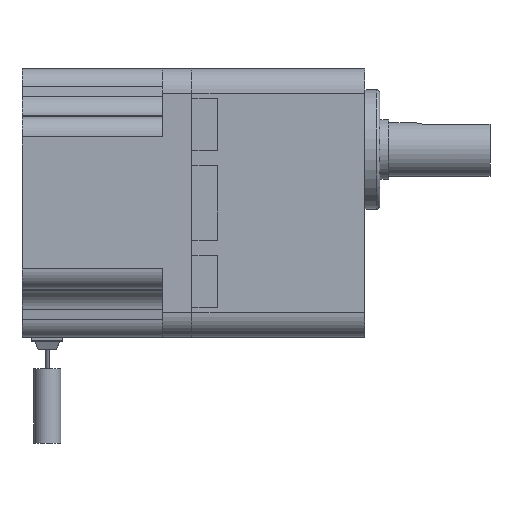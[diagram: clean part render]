
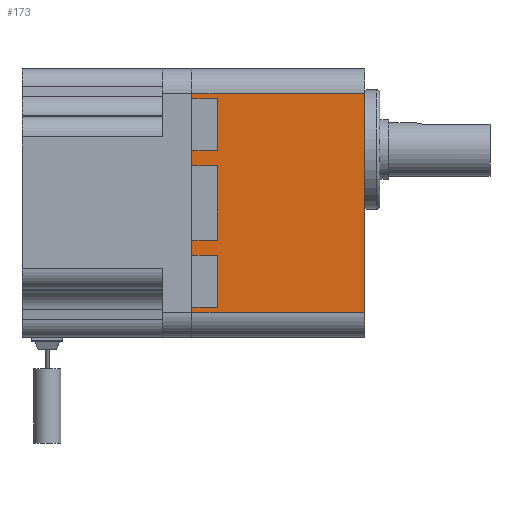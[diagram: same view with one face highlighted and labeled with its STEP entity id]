
A CAD part, top view. The second image highlights one B-rep face of the part: STEP entity #173.
In plain terms, the highlighted planar face has unit normal (0, 0, 1).
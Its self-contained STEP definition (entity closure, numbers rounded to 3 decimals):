
#173 = ADVANCED_FACE( '', ( #318 ), #319, .T. );
#318 = FACE_OUTER_BOUND( '', #650, .T. );
#319 = PLANE( '', #651 );
#650 = EDGE_LOOP( '', ( #1001, #1002, #1003, #1004, #1005, #1006, #1007, #1008, #1009, #1010, #1011, #1012, #1013, #1014, #1015, #1016 ) );
#651 = AXIS2_PLACEMENT_3D( '', #1017, #1018, #1019 );
#1001 = ORIENTED_EDGE( '', *, *, #2093, .F. );
#1002 = ORIENTED_EDGE( '', *, *, #2094, .T. );
#1003 = ORIENTED_EDGE( '', *, *, #2095, .T. );
#1004 = ORIENTED_EDGE( '', *, *, #2096, .T. );
#1005 = ORIENTED_EDGE( '', *, *, #2097, .F. );
#1006 = ORIENTED_EDGE( '', *, *, #2098, .F. );
#1007 = ORIENTED_EDGE( '', *, *, #2099, .T. );
#1008 = ORIENTED_EDGE( '', *, *, #2100, .F. );
#1009 = ORIENTED_EDGE( '', *, *, #2101, .F. );
#1010 = ORIENTED_EDGE( '', *, *, #2102, .T. );
#1011 = ORIENTED_EDGE( '', *, *, #2103, .T. );
#1012 = ORIENTED_EDGE( '', *, *, #2104, .F. );
#1013 = ORIENTED_EDGE( '', *, *, #2105, .F. );
#1014 = ORIENTED_EDGE( '', *, *, #2106, .T. );
#1015 = ORIENTED_EDGE( '', *, *, #2107, .T. );
#1016 = ORIENTED_EDGE( '', *, *, #2108, .F. );
#1017 = CARTESIAN_POINT( '', ( -58., 36.8, 45. ) );
#1018 = DIRECTION( '', ( 0., 0., 1. ) );
#1019 = DIRECTION( '', ( 1., 0., 0. ) );
#2093 = EDGE_CURVE( '', #2450, #2451, #2452, .T. );
#2094 = EDGE_CURVE( '', #2450, #2453, #2454, .T. );
#2095 = EDGE_CURVE( '', #2453, #2455, #2456, .T. );
#2096 = EDGE_CURVE( '', #2455, #2457, #2458, .T. );
#2097 = EDGE_CURVE( '', #2459, #2457, #2460, .T. );
#2098 = EDGE_CURVE( '', #2461, #2459, #2462, .T. );
#2099 = EDGE_CURVE( '', #2461, #2463, #2464, .T. );
#2100 = EDGE_CURVE( '', #2465, #2463, #2466, .T. );
#2101 = EDGE_CURVE( '', #2467, #2465, #2468, .T. );
#2102 = EDGE_CURVE( '', #2467, #2469, #2470, .T. );
#2103 = EDGE_CURVE( '', #2469, #2471, #2472, .T. );
#2104 = EDGE_CURVE( '', #2473, #2471, #2474, .T. );
#2105 = EDGE_CURVE( '', #2475, #2473, #2476, .T. );
#2106 = EDGE_CURVE( '', #2475, #2477, #2478, .T. );
#2107 = EDGE_CURVE( '', #2477, #2479, #2480, .T. );
#2108 = EDGE_CURVE( '', #2451, #2479, #2481, .T. );
#2450 = VERTEX_POINT( '', #3049 );
#2451 = VERTEX_POINT( '', #3050 );
#2452 = LINE( '', #3051, #3052 );
#2453 = VERTEX_POINT( '', #3053 );
#2454 = LINE( '', #3054, #3055 );
#2455 = VERTEX_POINT( '', #3056 );
#2456 = LINE( '', #3057, #3058 );
#2457 = VERTEX_POINT( '', #3059 );
#2458 = LINE( '', #3060, #3061 );
#2459 = VERTEX_POINT( '', #3062 );
#2460 = LINE( '', #3063, #3064 );
#2461 = VERTEX_POINT( '', #3065 );
#2462 = LINE( '', #3066, #3067 );
#2463 = VERTEX_POINT( '', #3068 );
#2464 = LINE( '', #3069, #3070 );
#2465 = VERTEX_POINT( '', #3071 );
#2466 = LINE( '', #3072, #3073 );
#2467 = VERTEX_POINT( '', #3074 );
#2468 = LINE( '', #3075, #3076 );
#2469 = VERTEX_POINT( '', #3077 );
#2470 = LINE( '', #3078, #3079 );
#2471 = VERTEX_POINT( '', #3080 );
#2472 = LINE( '', #3081, #3082 );
#2473 = VERTEX_POINT( '', #3083 );
#2474 = LINE( '', #3084, #3085 );
#2475 = VERTEX_POINT( '', #3086 );
#2476 = LINE( '', #3087, #3088 );
#2477 = VERTEX_POINT( '', #3089 );
#2478 = LINE( '', #3090, #3091 );
#2479 = VERTEX_POINT( '', #3092 );
#2480 = LINE( '', #3093, #3094 );
#2481 = LINE( '', #3095, #3096 );
#3049 = CARTESIAN_POINT( '', ( -49.5, -35., 45. ) );
#3050 = CARTESIAN_POINT( '', ( -49.5, -17.5, 45. ) );
#3051 = CARTESIAN_POINT( '', ( -49.5, 36.8, 45. ) );
#3052 = VECTOR( '', #3919, 1000. );
#3053 = CARTESIAN_POINT( '', ( -58., -35., 45. ) );
#3054 = CARTESIAN_POINT( '', ( -49.5, -35., 45. ) );
#3055 = VECTOR( '', #3920, 1000. );
#3056 = CARTESIAN_POINT( '', ( -58., -36.8, 45. ) );
#3057 = CARTESIAN_POINT( '', ( -58., 36.8, 45. ) );
#3058 = VECTOR( '', #3921, 1000. );
#3059 = CARTESIAN_POINT( '', ( 0., -36.8, 45. ) );
#3060 = CARTESIAN_POINT( '', ( -58., -36.8, 45. ) );
#3061 = VECTOR( '', #3922, 1000. );
#3062 = CARTESIAN_POINT( '', ( 0., 36.8, 45. ) );
#3063 = CARTESIAN_POINT( '', ( 0., 36.8, 45. ) );
#3064 = VECTOR( '', #3923, 1000. );
#3065 = CARTESIAN_POINT( '', ( -58., 36.8, 45. ) );
#3066 = CARTESIAN_POINT( '', ( -58., 36.8, 45. ) );
#3067 = VECTOR( '', #3924, 1000. );
#3068 = CARTESIAN_POINT( '', ( -58., 35., 45. ) );
#3069 = CARTESIAN_POINT( '', ( -58., 36.8, 45. ) );
#3070 = VECTOR( '', #3925, 1000. );
#3071 = CARTESIAN_POINT( '', ( -49.5, 35., 45. ) );
#3072 = CARTESIAN_POINT( '', ( -49.5, 35., 45. ) );
#3073 = VECTOR( '', #3926, 1000. );
#3074 = CARTESIAN_POINT( '', ( -49.5, 17.5, 45. ) );
#3075 = CARTESIAN_POINT( '', ( -49.5, 36.8, 45. ) );
#3076 = VECTOR( '', #3927, 1000. );
#3077 = CARTESIAN_POINT( '', ( -58., 17.5, 45. ) );
#3078 = CARTESIAN_POINT( '', ( -49.5, 17.5, 45. ) );
#3079 = VECTOR( '', #3928, 1000. );
#3080 = CARTESIAN_POINT( '', ( -58., 12.5, 45. ) );
#3081 = CARTESIAN_POINT( '', ( -58., 36.8, 45. ) );
#3082 = VECTOR( '', #3929, 1000. );
#3083 = CARTESIAN_POINT( '', ( -49.5, 12.5, 45. ) );
#3084 = CARTESIAN_POINT( '', ( -49.5, 12.5, 45. ) );
#3085 = VECTOR( '', #3930, 1000. );
#3086 = CARTESIAN_POINT( '', ( -49.5, -12.5, 45. ) );
#3087 = CARTESIAN_POINT( '', ( -49.5, 36.8, 45. ) );
#3088 = VECTOR( '', #3931, 1000. );
#3089 = CARTESIAN_POINT( '', ( -58., -12.5, 45. ) );
#3090 = CARTESIAN_POINT( '', ( -49.5, -12.5, 45. ) );
#3091 = VECTOR( '', #3932, 1000. );
#3092 = CARTESIAN_POINT( '', ( -58., -17.5, 45. ) );
#3093 = CARTESIAN_POINT( '', ( -58., 36.8, 45. ) );
#3094 = VECTOR( '', #3933, 1000. );
#3095 = CARTESIAN_POINT( '', ( -49.5, -17.5, 45. ) );
#3096 = VECTOR( '', #3934, 1000. );
#3919 = DIRECTION( '', ( 0., 1., 0. ) );
#3920 = DIRECTION( '', ( -1., 0., 0. ) );
#3921 = DIRECTION( '', ( 0., -1., 0. ) );
#3922 = DIRECTION( '', ( 1., 0., 0. ) );
#3923 = DIRECTION( '', ( 0., -1., 0. ) );
#3924 = DIRECTION( '', ( 1., 0., 0. ) );
#3925 = DIRECTION( '', ( 0., -1., 0. ) );
#3926 = DIRECTION( '', ( -1., 0., 0. ) );
#3927 = DIRECTION( '', ( 0., 1., 0. ) );
#3928 = DIRECTION( '', ( -1., 0., 0. ) );
#3929 = DIRECTION( '', ( 0., -1., 0. ) );
#3930 = DIRECTION( '', ( -1., 0., 0. ) );
#3931 = DIRECTION( '', ( 0., 1., 0. ) );
#3932 = DIRECTION( '', ( -1., 0., 0. ) );
#3933 = DIRECTION( '', ( 0., -1., 0. ) );
#3934 = DIRECTION( '', ( -1., 0., 0. ) );
